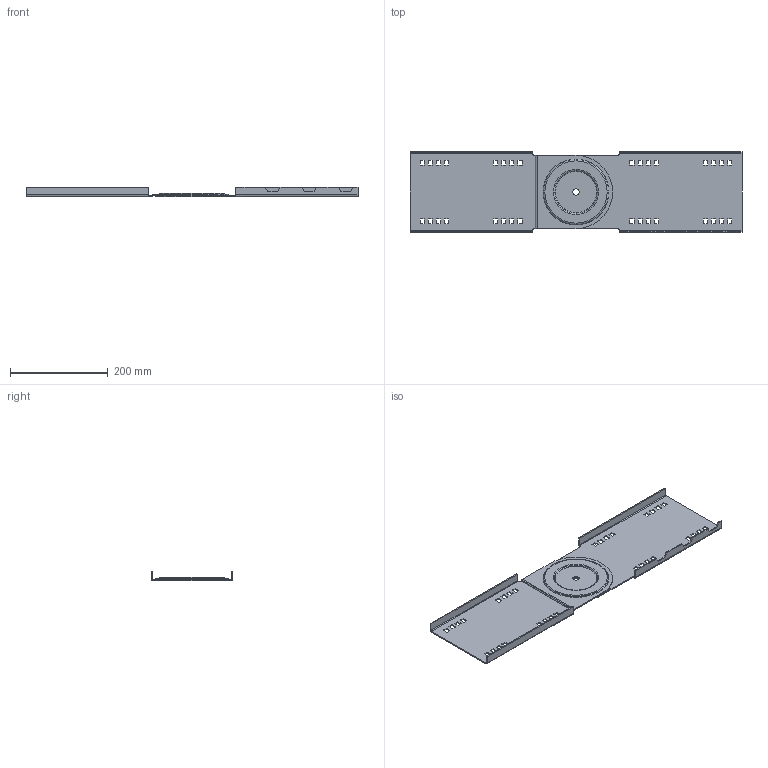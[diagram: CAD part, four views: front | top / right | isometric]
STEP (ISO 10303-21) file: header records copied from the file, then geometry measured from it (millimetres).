
FILE_DESCRIPTION((''),'2;1');
FILE_NAME('6227953_ASM','2013-01-29T',('AndreasKeweloh'),(''),'PRO/ENGINEER BY PARAMETRIC TECHNOLOGY CORPORATION, 2012360','PRO/ENGINEER BY PARAMETRIC TECHNOLOGY CORPORATION, 2012360','');
FILE_SCHEMA(('CONFIG_CONTROL_DESIGN'));
Length unit declared in the file: millimetre
Products named in the file (3): 6227953GELENKVERBINDERTEIL; 6227953GELENKVERBINDERTEIL-2; 6227953_ASM
Assembly tree (2 placements, depth 2):
  6227953_ASM
    6227953GELENKVERBINDERTEIL
    6227953GELENKVERBINDERTEIL-2
Bounding box: 680 x 165.5 x 20 mm (x, y, z)
Volume: 348936.5 mm3; surface area: 291289 mm2
Topology: 2 solids, 2 shells, 362 faces, 1034 edges, 684 vertices
Faces by surface type: plane 178, cylinder 152, cone 16, torus 16
Entity records: 12137 total; most frequent: DIRECTION 2128, CARTESIAN_POINT 2116, ORIENTED_EDGE 2068, EDGE_CURVE 1034, AXIS2_PLACEMENT_3D 735, VERTEX_POINT 684, VECTOR 658, LINE 658
